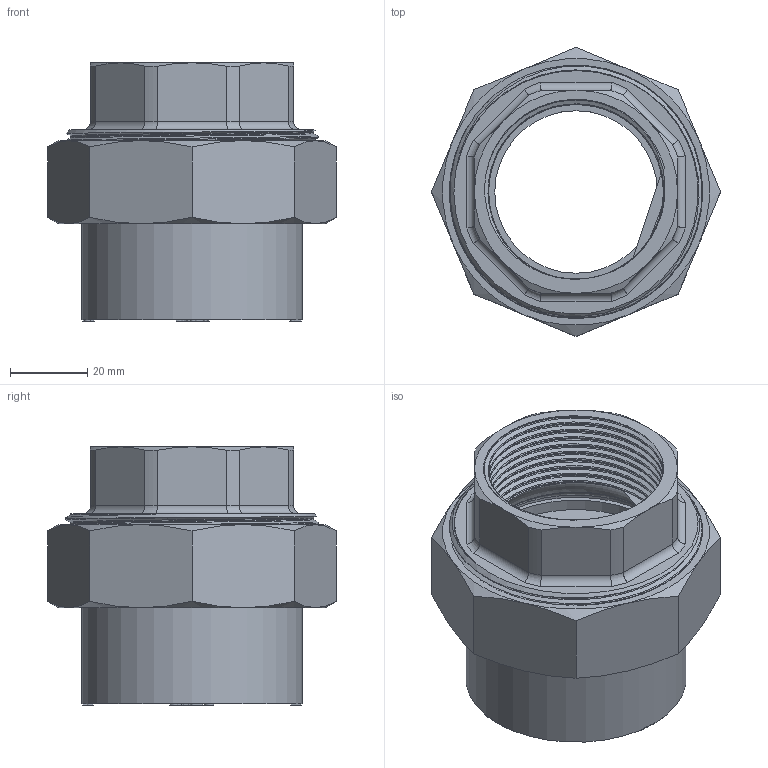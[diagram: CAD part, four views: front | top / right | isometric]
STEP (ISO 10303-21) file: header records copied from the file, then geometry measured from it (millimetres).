
FILE_DESCRIPTION(/* description */ ('STEP AP203'),/* implementation_level */ '2;1');
FILE_NAME(/* name */ 'AF0622.050.050_8.step',/* time_stamp */ '2025-12-18T08:21:25+01:00',/* author */ (''),/* organization */ (''),/* preprocessor_version */ 'ST-DEVELOPER v20.1',/* originating_system */ 'Autodesk Translation Framework v14.21.0.0',/* authorisation */ '');
FILE_SCHEMA (('AUTOMOTIVE_DESIGN { 1 0 10303 214 3 1 1 }'));
Length unit declared in the file: millimetre
Products named in the file (2): 2025-12-16-08-59-30-692; 2025-12-16-12-03-14-512
Assembly tree (1 placements, depth 2):
  2025-12-16-08-59-30-692
    2025-12-16-12-03-14-512
Bounding box: 74.69 x 74.69 x 66.77 mm (x, y, z)
Volume: 70009.2 mm3; surface area: 47115.9 mm2
Topology: 4 solids, 4 shells, 950 faces, 2681 edges, 1771 vertices
Faces by surface type: plane 825, cylinder 56, cone 28, bspline 27, torus 14
Full cylindrical faces by diameter (mm): 1.377 x1, 1.836 x1, 42 x1, 47.803 x8, 52 x1, 54.3 x1, 57 x2, 62.4 x1, 62.752 x4, 62.906 x1, 63.072 x2, 65.71 x7
Entity records: 41928 total; most frequent: CARTESIAN_POINT 17675, ORIENTED_EDGE 5352, DIRECTION 4454, EDGE_CURVE 2676, LINE 2380, VECTOR 2380, VERTEX_POINT 1768, AXIS2_PLACEMENT_3D 1037
